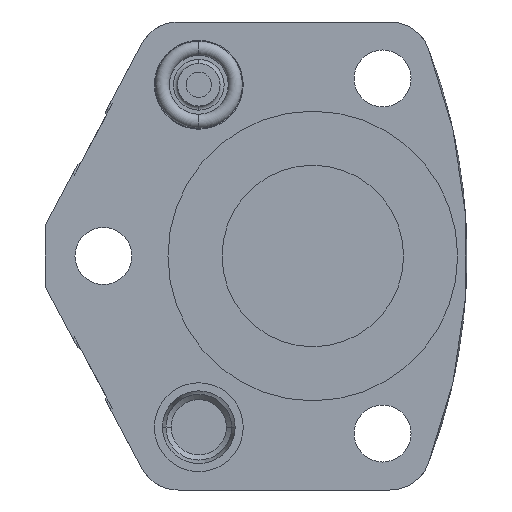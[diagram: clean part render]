
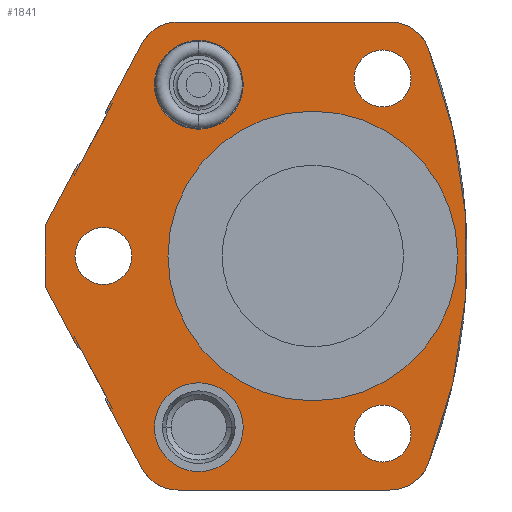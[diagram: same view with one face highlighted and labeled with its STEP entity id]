
A CAD part, front view. The second image highlights one B-rep face of the part: STEP entity #1841.
In plain terms, the highlighted planar face has unit normal (0, -1, 0).
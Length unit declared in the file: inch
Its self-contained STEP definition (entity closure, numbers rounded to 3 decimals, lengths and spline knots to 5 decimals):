
#151=CARTESIAN_POINT('',(0.,0.,0.));
#152=DIRECTION('',(0.,-1.,0.));
#153=DIRECTION('',(1.,0.,0.));
#154=AXIS2_PLACEMENT_3D('',#151,#152,#153);
#156=CARTESIAN_POINT('',(0.,0.,0.));
#157=DIRECTION('',(0.,1.,0.));
#158=DIRECTION('',(1.,0.,0.));
#159=AXIS2_PLACEMENT_3D('',#156,#157,#158);
#161=CARTESIAN_POINT('',(0.344,0.,0.875));
#162=DIRECTION('',(0.,-1.,0.));
#163=DIRECTION('',(1.,0.,0.));
#164=AXIS2_PLACEMENT_3D('',#161,#162,#163);
#166=CARTESIAN_POINT('',(0.344,0.,0.875));
#167=DIRECTION('',(0.,-1.,0.));
#168=DIRECTION('',(-1.,0.,0.));
#169=AXIS2_PLACEMENT_3D('',#166,#167,#168);
#171=CARTESIAN_POINT('',(0.344,0.,-0.875));
#172=DIRECTION('',(0.,-1.,0.));
#173=DIRECTION('',(1.,0.,0.));
#174=AXIS2_PLACEMENT_3D('',#171,#172,#173);
#176=CARTESIAN_POINT('',(0.344,0.,-0.875));
#177=DIRECTION('',(0.,-1.,0.));
#178=DIRECTION('',(-1.,0.,0.));
#179=AXIS2_PLACEMENT_3D('',#176,#177,#178);
#181=CARTESIAN_POINT('',(-1.032,0.,0.));
#182=DIRECTION('',(0.,-1.,0.));
#183=DIRECTION('',(1.,0.,0.));
#184=AXIS2_PLACEMENT_3D('',#181,#182,#183);
#186=CARTESIAN_POINT('',(-1.032,0.,0.));
#187=DIRECTION('',(0.,-1.,0.));
#188=DIRECTION('',(-1.,0.,0.));
#189=AXIS2_PLACEMENT_3D('',#186,#187,#188);
#191=DIRECTION('',(-0.469,0.,-0.883));
#192=VECTOR('',#191,0.33929);
#193=CARTESIAN_POINT('',(-1.00197,0.,0.72489));
#194=LINE('',#193,#192);
#195=DIRECTION('',(0.883,0.,-0.469));
#196=VECTOR('',#195,0.01);
#197=CARTESIAN_POINT('',(-1.0108,0.,0.72959));
#198=LINE('',#197,#196);
#199=DIRECTION('',(0.469,0.,0.883));
#200=VECTOR('',#199,0.35814);
#201=CARTESIAN_POINT('',(-1.0108,0.,0.72959));
#202=LINE('',#201,#200);
#203=DIRECTION('',(1.,0.,0.));
#204=VECTOR('',#203,1.04331);
#205=CARTESIAN_POINT('',(-0.66342,0.,1.1535));
#206=LINE('',#205,#204);
#207=CARTESIAN_POINT('',(-2.082,0.,0.));
#208=DIRECTION('',(0.,-1.,0.));
#209=DIRECTION('',(0.933,0.,-0.36));
#210=AXIS2_PLACEMENT_3D('',#207,#208,#209);
#212=DIRECTION('',(-1.,0.,0.));
#213=VECTOR('',#212,1.04331);
#214=CARTESIAN_POINT('',(0.37988,0.,-1.1535));
#215=LINE('',#214,#213);
#216=DIRECTION('',(0.469,0.,-0.883));
#217=VECTOR('',#216,0.35814);
#218=CARTESIAN_POINT('',(-1.0108,0.,-0.72959));
#219=LINE('',#218,#217);
#220=DIRECTION('',(0.883,0.,0.469));
#221=VECTOR('',#220,0.01);
#222=CARTESIAN_POINT('',(-1.0108,0.,-0.72959));
#223=LINE('',#222,#221);
#224=DIRECTION('',(0.469,0.,-0.883));
#225=VECTOR('',#224,0.33929);
#226=CARTESIAN_POINT('',(-1.16126,0.,-0.42531));
#227=LINE('',#226,#225);
#228=DIRECTION('',(0.883,0.,0.469));
#229=VECTOR('',#228,0.01);
#230=CARTESIAN_POINT('',(-1.17008,0.,-0.43001));
#231=LINE('',#230,#229);
#232=DIRECTION('',(0.469,0.,-0.883));
#233=VECTOR('',#232,0.31933);
#234=CARTESIAN_POINT('',(-1.32,0.,-0.14806));
#235=LINE('',#234,#233);
#236=DIRECTION('',(0.,0.,-1.));
#237=VECTOR('',#236,0.29612);
#238=CARTESIAN_POINT('',(-1.32,0.,0.14806));
#239=LINE('',#238,#237);
#240=DIRECTION('',(0.469,0.,0.883));
#241=VECTOR('',#240,0.31933);
#242=CARTESIAN_POINT('',(-1.32,0.,0.14806));
#243=LINE('',#242,#241);
#244=DIRECTION('',(0.883,0.,-0.469));
#245=VECTOR('',#244,0.01);
#246=CARTESIAN_POINT('',(-1.17008,0.,0.43001));
#247=LINE('',#246,#245);
#248=CARTESIAN_POINT('',(-0.562,0.,-0.844));
#249=DIRECTION('',(0.,1.,0.));
#250=DIRECTION('',(-1.,0.,0.));
#251=AXIS2_PLACEMENT_3D('',#248,#249,#250);
#253=CARTESIAN_POINT('',(-0.562,0.,-0.844));
#254=DIRECTION('',(0.,1.,0.));
#255=DIRECTION('',(1.,0.,0.));
#256=AXIS2_PLACEMENT_3D('',#253,#254,#255);
#258=CARTESIAN_POINT('',(-0.562,0.,0.844));
#259=DIRECTION('',(0.,1.,0.));
#260=DIRECTION('',(-1.,0.,0.));
#261=AXIS2_PLACEMENT_3D('',#258,#259,#260);
#263=CARTESIAN_POINT('',(-0.562,0.,0.844));
#264=DIRECTION('',(0.,1.,0.));
#265=DIRECTION('',(1.,0.,0.));
#266=AXIS2_PLACEMENT_3D('',#263,#264,#265);
#631=CARTESIAN_POINT('',(-0.66342,0.,-0.9505));
#632=DIRECTION('',(0.,-1.,0.));
#633=DIRECTION('',(-0.883,0.,-0.469));
#634=AXIS2_PLACEMENT_3D('',#631,#632,#633);
#655=CARTESIAN_POINT('',(0.37988,0.,-0.9505));
#656=DIRECTION('',(0.,-1.,0.));
#657=DIRECTION('',(0.,0.,-1.));
#658=AXIS2_PLACEMENT_3D('',#655,#656,#657);
#668=CARTESIAN_POINT('',(0.37988,0.,0.9505));
#669=DIRECTION('',(0.,-1.,0.));
#670=DIRECTION('',(0.933,0.,0.36));
#671=AXIS2_PLACEMENT_3D('',#668,#669,#670);
#692=CARTESIAN_POINT('',(-0.66342,0.,0.9505));
#693=DIRECTION('',(0.,-1.,0.));
#694=DIRECTION('',(0.,0.,1.));
#695=AXIS2_PLACEMENT_3D('',#692,#693,#694);
#1348=CARTESIAN_POINT('',(0.714,0.,0.));
#1350=VERTEX_POINT('',#1348);
#1352=CARTESIAN_POINT('',(-0.714,0.,0.));
#1354=VERTEX_POINT('',#1352);
#1355=CARTESIAN_POINT('',(-1.32,0.,0.14806));
#1356=CARTESIAN_POINT('',(-1.32,0.,-0.14806));
#1357=VERTEX_POINT('',#1355);
#1358=VERTEX_POINT('',#1356);
#1359=CARTESIAN_POINT('',(0.4845,0.,0.875));
#1360=CARTESIAN_POINT('',(0.2035,0.,0.875));
#1361=VERTEX_POINT('',#1359);
#1362=VERTEX_POINT('',#1360);
#1393=CARTESIAN_POINT('',(-1.16126,0.,-0.42531));
#1394=CARTESIAN_POINT('',(-1.00197,0.,-0.72489));
#1395=VERTEX_POINT('',#1393);
#1396=VERTEX_POINT('',#1394);
#1397=CARTESIAN_POINT('',(-1.17008,0.,-0.43001));
#1398=VERTEX_POINT('',#1397);
#1399=CARTESIAN_POINT('',(-1.0108,0.,-0.72959));
#1400=VERTEX_POINT('',#1399);
#1422=CARTESIAN_POINT('',(-1.00197,0.,0.72489));
#1423=CARTESIAN_POINT('',(-1.16126,0.,0.42531));
#1424=VERTEX_POINT('',#1422);
#1425=VERTEX_POINT('',#1423);
#1426=CARTESIAN_POINT('',(-1.0108,0.,0.72959));
#1427=VERTEX_POINT('',#1426);
#1428=CARTESIAN_POINT('',(-1.17008,0.,0.43001));
#1429=VERTEX_POINT('',#1428);
#1455=CARTESIAN_POINT('',(-0.781,0.,-0.844));
#1456=CARTESIAN_POINT('',(-0.343,0.,-0.844));
#1457=VERTEX_POINT('',#1455);
#1458=VERTEX_POINT('',#1456);
#1479=CARTESIAN_POINT('',(-0.781,0.,0.844));
#1480=CARTESIAN_POINT('',(-0.343,0.,0.844));
#1481=VERTEX_POINT('',#1479);
#1482=VERTEX_POINT('',#1480);
#1513=CARTESIAN_POINT('',(0.37988,0.,-1.1535));
#1514=CARTESIAN_POINT('',(0.56926,0.,-1.02362));
#1515=VERTEX_POINT('',#1513);
#1516=VERTEX_POINT('',#1514);
#1517=CARTESIAN_POINT('',(0.56926,0.,1.02362));
#1518=CARTESIAN_POINT('',(0.37988,0.,1.1535));
#1519=VERTEX_POINT('',#1517);
#1520=VERTEX_POINT('',#1518);
#1521=CARTESIAN_POINT('',(-0.66342,0.,1.1535));
#1522=CARTESIAN_POINT('',(-0.84266,0.,1.0458));
#1523=VERTEX_POINT('',#1521);
#1524=VERTEX_POINT('',#1522);
#1525=CARTESIAN_POINT('',(-0.84266,0.,-1.0458));
#1526=CARTESIAN_POINT('',(-0.66342,0.,-1.1535));
#1527=VERTEX_POINT('',#1525);
#1528=VERTEX_POINT('',#1526);
#1529=CARTESIAN_POINT('',(0.4845,0.,-0.875));
#1530=CARTESIAN_POINT('',(0.2035,0.,-0.875));
#1531=VERTEX_POINT('',#1529);
#1532=VERTEX_POINT('',#1530);
#1533=CARTESIAN_POINT('',(-0.8915,0.,0.));
#1534=CARTESIAN_POINT('',(-1.1725,0.,0.));
#1535=VERTEX_POINT('',#1533);
#1536=VERTEX_POINT('',#1534);
#1764=CARTESIAN_POINT('',(0.,0.,0.));
#1765=DIRECTION('',(0.,-1.,0.));
#1766=DIRECTION('',(-1.,0.,0.));
#1767=AXIS2_PLACEMENT_3D('',#1764,#1765,#1766);
#1768=PLANE('',#1767);
#1770=ORIENTED_EDGE('',*,*,#1769,.F.);
#1772=ORIENTED_EDGE('',*,*,#1771,.F.);
#1774=ORIENTED_EDGE('',*,*,#1773,.T.);
#1776=ORIENTED_EDGE('',*,*,#1775,.F.);
#1778=ORIENTED_EDGE('',*,*,#1777,.T.);
#1780=ORIENTED_EDGE('',*,*,#1779,.F.);
#1782=ORIENTED_EDGE('',*,*,#1781,.F.);
#1784=ORIENTED_EDGE('',*,*,#1783,.F.);
#1786=ORIENTED_EDGE('',*,*,#1785,.T.);
#1788=ORIENTED_EDGE('',*,*,#1787,.F.);
#1790=ORIENTED_EDGE('',*,*,#1789,.F.);
#1792=ORIENTED_EDGE('',*,*,#1791,.T.);
#1794=ORIENTED_EDGE('',*,*,#1793,.F.);
#1796=ORIENTED_EDGE('',*,*,#1795,.F.);
#1798=ORIENTED_EDGE('',*,*,#1797,.F.);
#1800=ORIENTED_EDGE('',*,*,#1799,.F.);
#1802=ORIENTED_EDGE('',*,*,#1801,.T.);
#1804=ORIENTED_EDGE('',*,*,#1803,.T.);
#1805=EDGE_LOOP('',(#1770,#1772,#1774,#1776,#1778,#1780,#1782,#1784,#1786,#1788,
#1790,#1792,#1794,#1796,#1798,#1800,#1802,#1804));
#1806=FACE_OUTER_BOUND('',#1805,.F.);
#1808=ORIENTED_EDGE('',*,*,#1807,.T.);
#1810=ORIENTED_EDGE('',*,*,#1809,.T.);
#1811=EDGE_LOOP('',(#1808,#1810));
#1812=FACE_BOUND('',#1811,.F.);
#1813=ORIENTED_EDGE('',*,*,#1744,.T.);
#1814=ORIENTED_EDGE('',*,*,#1758,.T.);
#1815=EDGE_LOOP('',(#1813,#1814));
#1816=FACE_BOUND('',#1815,.F.);
#1818=ORIENTED_EDGE('',*,*,#1817,.T.);
#1820=ORIENTED_EDGE('',*,*,#1819,.T.);
#1821=EDGE_LOOP('',(#1818,#1820));
#1822=FACE_BOUND('',#1821,.F.);
#1824=ORIENTED_EDGE('',*,*,#1823,.T.);
#1826=ORIENTED_EDGE('',*,*,#1825,.F.);
#1827=EDGE_LOOP('',(#1824,#1826));
#1828=FACE_BOUND('',#1827,.F.);
#1830=ORIENTED_EDGE('',*,*,#1829,.F.);
#1832=ORIENTED_EDGE('',*,*,#1831,.F.);
#1833=EDGE_LOOP('',(#1830,#1832));
#1834=FACE_BOUND('',#1833,.F.);
#1836=ORIENTED_EDGE('',*,*,#1835,.F.);
#1838=ORIENTED_EDGE('',*,*,#1837,.F.);
#1839=EDGE_LOOP('',(#1836,#1838));
#1840=FACE_BOUND('',#1839,.F.);
#1841=ADVANCED_FACE('',(#1806,#1812,#1816,#1822,#1828,#1834,#1840),#1768,.T.);
#155=CIRCLE('',#154,0.714);
#160=CIRCLE('',#159,0.714);
#165=CIRCLE('',#164,0.1405);
#170=CIRCLE('',#169,0.1405);
#175=CIRCLE('',#174,0.1405);
#180=CIRCLE('',#179,0.1405);
#185=CIRCLE('',#184,0.1405);
#190=CIRCLE('',#189,0.1405);
#211=CIRCLE('',#210,2.842);
#252=CIRCLE('',#251,0.219);
#257=CIRCLE('',#256,0.219);
#262=CIRCLE('',#261,0.219);
#267=CIRCLE('',#266,0.219);
#635=CIRCLE('',#634,0.203);
#659=CIRCLE('',#658,0.203);
#672=CIRCLE('',#671,0.203);
#696=CIRCLE('',#695,0.203);
#1744=EDGE_CURVE('',#1531,#1532,#175,.T.);
#1758=EDGE_CURVE('',#1532,#1531,#180,.T.);
#1769=EDGE_CURVE('',#1424,#1425,#194,.T.);
#1771=EDGE_CURVE('',#1427,#1424,#198,.T.);
#1773=EDGE_CURVE('',#1427,#1524,#202,.T.);
#1775=EDGE_CURVE('',#1523,#1524,#696,.T.);
#1777=EDGE_CURVE('',#1523,#1520,#206,.T.);
#1779=EDGE_CURVE('',#1519,#1520,#672,.T.);
#1781=EDGE_CURVE('',#1516,#1519,#211,.T.);
#1783=EDGE_CURVE('',#1515,#1516,#659,.T.);
#1785=EDGE_CURVE('',#1515,#1528,#215,.T.);
#1787=EDGE_CURVE('',#1527,#1528,#635,.T.);
#1789=EDGE_CURVE('',#1400,#1527,#219,.T.);
#1791=EDGE_CURVE('',#1400,#1396,#223,.T.);
#1793=EDGE_CURVE('',#1395,#1396,#227,.T.);
#1795=EDGE_CURVE('',#1398,#1395,#231,.T.);
#1797=EDGE_CURVE('',#1358,#1398,#235,.T.);
#1799=EDGE_CURVE('',#1357,#1358,#239,.T.);
#1801=EDGE_CURVE('',#1357,#1429,#243,.T.);
#1803=EDGE_CURVE('',#1429,#1425,#247,.T.);
#1807=EDGE_CURVE('',#1361,#1362,#165,.T.);
#1809=EDGE_CURVE('',#1362,#1361,#170,.T.);
#1817=EDGE_CURVE('',#1535,#1536,#185,.T.);
#1819=EDGE_CURVE('',#1536,#1535,#190,.T.);
#1823=EDGE_CURVE('',#1350,#1354,#155,.T.);
#1825=EDGE_CURVE('',#1350,#1354,#160,.T.);
#1829=EDGE_CURVE('',#1457,#1458,#252,.T.);
#1831=EDGE_CURVE('',#1458,#1457,#257,.T.);
#1835=EDGE_CURVE('',#1481,#1482,#262,.T.);
#1837=EDGE_CURVE('',#1482,#1481,#267,.T.);
